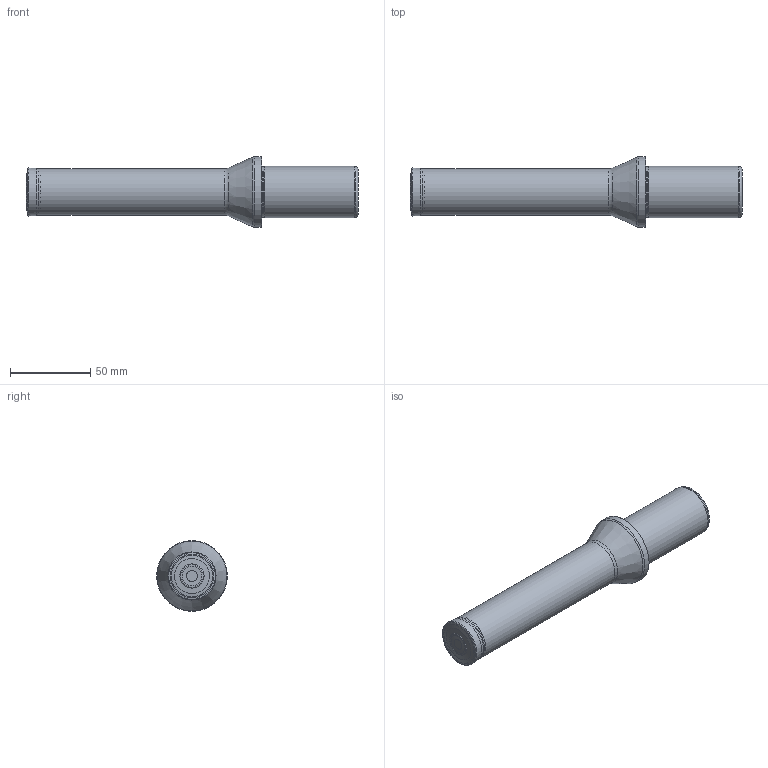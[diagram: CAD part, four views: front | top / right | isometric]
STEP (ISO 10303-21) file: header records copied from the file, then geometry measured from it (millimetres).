
FILE_DESCRIPTION(/* description */ (''),/* implementation_level */ '2;1');
FILE_NAME(/* name */ 'ATUM-30XD4-SO-094506-light.stp',/* time_stamp */ '2023-10-31T19:10:35+03:00',/* author */ (''),/* organization */ (''),/* preprocessor_version */ 'ST-DEVELOPER v19.4',/* originating_system */ 'SIEMENS PLM Software NX2306.3001',/* authorisation */ '');
FILE_SCHEMA (('AUTOMOTIVE_DESIGN { 1 0 10303 214 3 1 1 1 }'));
Length unit declared in the file: millimetre
Products named in the file (1): STP_ATUM 28XD4 SO.. 094506
Bounding box: 207 x 44 x 44 mm (x, y, z)
Volume: 161911.2 mm3; surface area: 24296.7 mm2
Topology: 2 solids, 2 shells, 36 faces, 80 edges, 49 vertices
Faces by surface type: revolution 15, torus 7, cone 5, plane 5, cylinder 4
Full cylindrical faces by diameter (mm): 29 x1, 31.5 x1, 32 x1, 44 x1
Entity records: 806 total; most frequent: CARTESIAN_POINT 162, DIRECTION 135, EDGE_LOOP 68, ORIENTED_EDGE 68, FACE_BOUND 64, AXIS2_PLACEMENT_3D 56, ADVANCED_FACE 36, VERTEX_POINT 34
